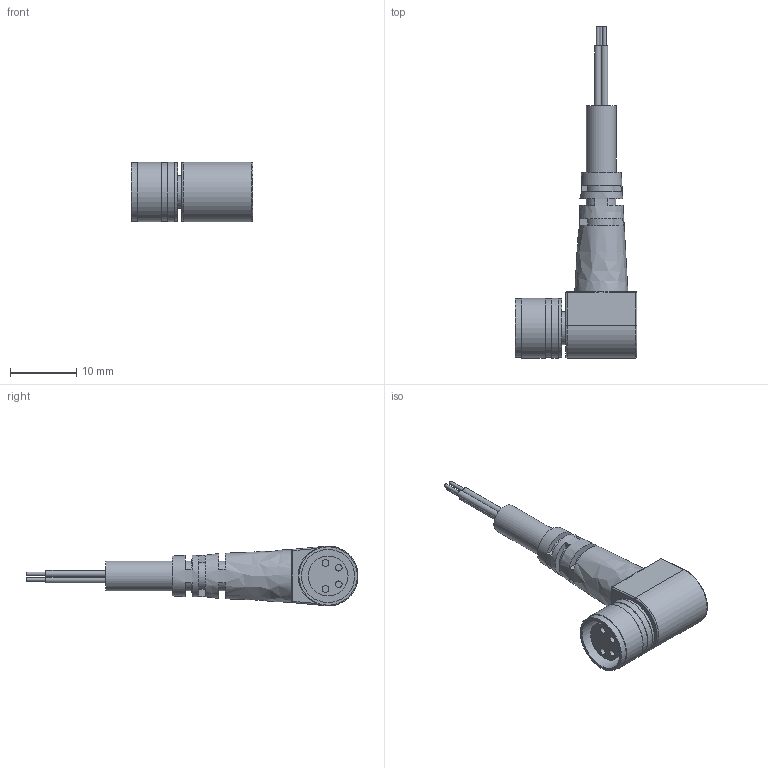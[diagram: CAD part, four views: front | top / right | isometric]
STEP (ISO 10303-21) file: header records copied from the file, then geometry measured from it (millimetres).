
FILE_DESCRIPTION(/* description */ (''),/* implementation_level */ '2;1');
FILE_NAME(/* name */ 'CAD_9019.stp',/* time_stamp */ '2016-06-09T07:02:52+02:00',/* author */ ('Hypex'),/* organization */ ('Hypex'),/* preprocessor_version */ 'ST-DEVELOPER v16.1',/* originating_system */ 'Autodesk Inventor 2016',/* authorisation */ '');
FILE_SCHEMA (('AUTOMOTIVE_DESIGN { 1 0 10303 214 3 1 1 }'));
Length unit declared in the file: millimetre
Products named in the file (1): CAD_9019
Bounding box: 18.32 x 50 x 9 mm (x, y, z)
Volume: 1982.3 mm3; surface area: 1762.3 mm2
Topology: 1 solids, 1 shells, 101 faces, 202 edges, 121 vertices
Faces by surface type: plane 51, cylinder 39, bspline 5, sphere 4, torus 2
Full cylindrical faces by diameter (mm): 0.5 x3, 1 x4, 4.5 x1, 5 x1, 6 x1, 8 x1, 8.8 x3, 9 x2
Entity records: 2964 total; most frequent: CARTESIAN_POINT 879, DIRECTION 417, ORIENTED_EDGE 368, EDGE_CURVE 181, AXIS2_PLACEMENT_3D 178, EDGE_LOOP 139, VERTEX_POINT 120, FACE_OUTER_BOUND 101
